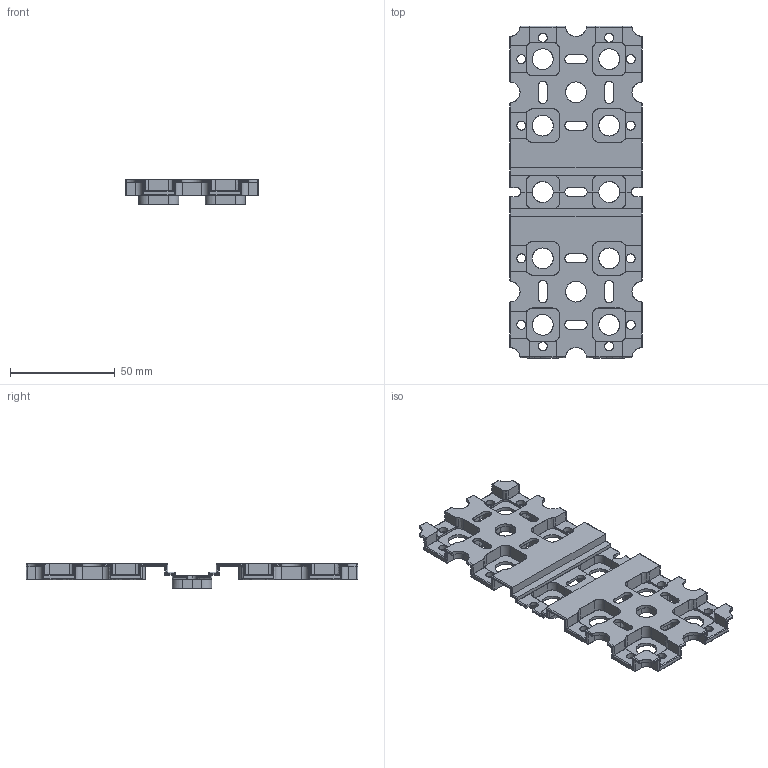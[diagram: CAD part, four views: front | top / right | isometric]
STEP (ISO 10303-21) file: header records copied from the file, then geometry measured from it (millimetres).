
FILE_DESCRIPTION((''),'2;1');
FILE_NAME('MK.stp','2024-08-17T08:42:56',(''),(''),'AutoCAD STEP 2000i','AutoCAD 2000i',', , ');
FILE_SCHEMA(('CONFIG_CONTROL_DESIGN'));
Length unit declared in the file: millimetre
Products named in the file (1): MK
Bounding box: 63.3 x 158.25 x 11.9 mm (x, y, z)
Surface area: 29788.6 mm2 (no closed solid volume)
Topology: 0 solids, 0 shells, 638 faces, 2884 edges, 2826 vertices
Faces by surface type: bspline 638
Entity records: 76318 total; most frequent: CARTESIAN_POINT 63499, QUASI_UNIFORM_CURVE 3732, PCURVE 2884, COMPOSITE_CURVE_SEGMENT 2884, B_SPLINE_CURVE_WITH_KNOTS 1612, OUTER_BOUNDARY_CURVE 638, CURVE_BOUNDED_SURFACE 638, QUASI_UNIFORM_SURFACE 250
